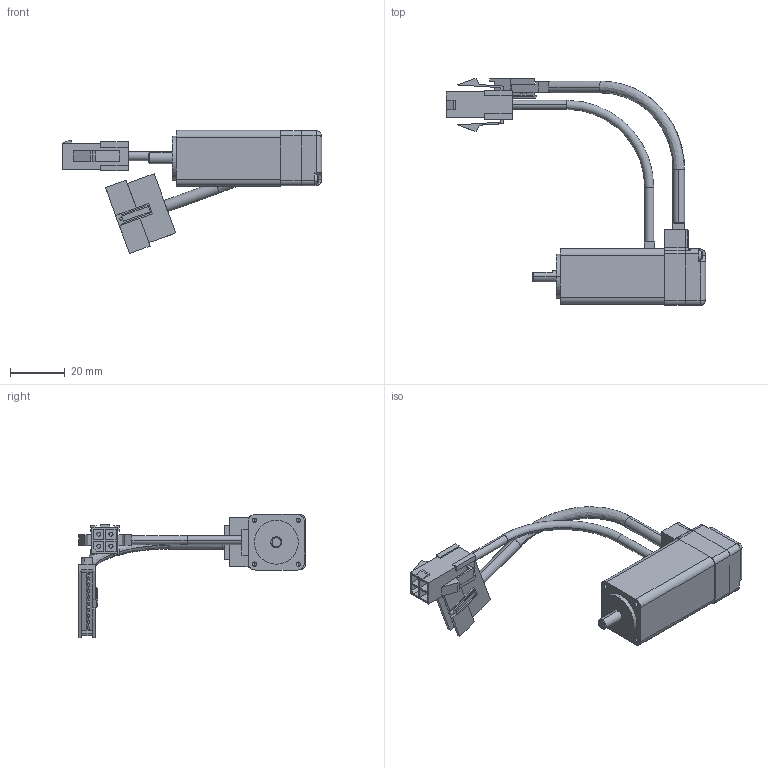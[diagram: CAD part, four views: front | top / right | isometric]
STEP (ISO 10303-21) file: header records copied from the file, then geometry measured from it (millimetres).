
FILE_DESCRIPTION (( 'STEP AP203' ), '1' );
FILE_NAME ('130828 SM-20L-16.STEP', '2013-08-28T02:01:35', ( '' ), ( '' ), 'SwSTEP 2.0', 'SolidWorks 2012', '' );
FILE_SCHEMA (( 'CONFIG_CONTROL_DESIGN' ));
Length unit declared in the file: millimetre
Products named in the file (9): 130828 SM-20L-16; 20L-16_20H38H-0604B_湀_; round cross head screw_ks1_KS 1023 RC - M2.3 x 8-N; 20阿 浚内歹 纳捞喉急_钎霖; 20陝 賅攪瞪錳摹_ル遽; 130115 20mm ENCODER COVER_ル遽; 葆斜啻す 縛囀渦_ル遽; 20陝 PCB_ル遽; 130115 20mm ENCODER BASE_ル遽
Assembly tree (9 placements, depth 2):
  130828 SM-20L-16
    130115 20mm ENCODER BASE_ル遽
    20陝 PCB_ル遽
    葆斜啻す 縛囀渦_ル遽
    130115 20mm ENCODER COVER_ル遽
    20陝 賅攪瞪錳摹_ル遽
    20阿 浚内歹 纳捞喉急_钎霖
    round cross head screw_ks1_KS 1023 RC - M2.3 x 8-N  x2
    20L-16_20H38H-0604B_湀_
Bounding box: 94.58 x 82.76 x 44.94 mm (x, y, z)
Volume: 25479.8 mm3; surface area: 17483.4 mm2
Topology: 9 solids, 9 shells, 548 faces, 1387 edges, 880 vertices
Faces by surface type: plane 305, cylinder 153, cone 61, bspline 13, torus 12, sphere 4
Entity records: 16764 total; most frequent: CARTESIAN_POINT 3212, DIRECTION 2668, ORIENTED_EDGE 2574, EDGE_CURVE 1287, AXIS2_PLACEMENT_3D 904, LINE 860, VECTOR 860, VERTEX_POINT 831
